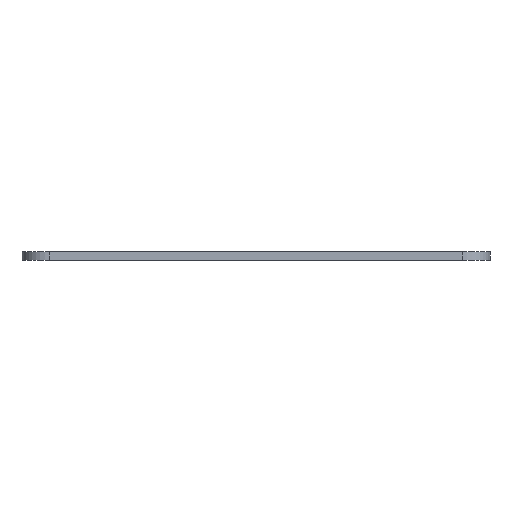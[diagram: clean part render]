
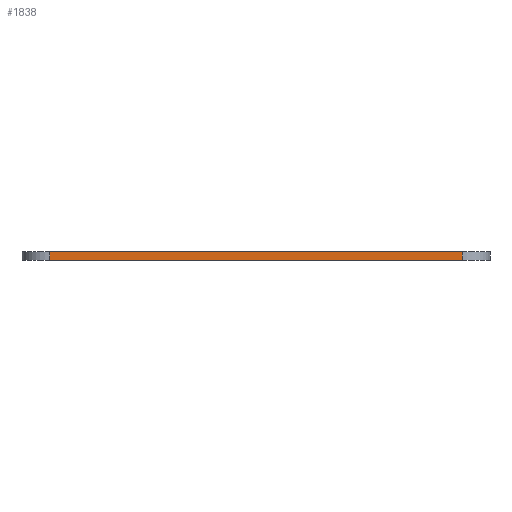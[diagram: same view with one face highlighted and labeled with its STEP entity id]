
A CAD part, front view. The second image highlights one B-rep face of the part: STEP entity #1838.
In plain terms, the highlighted planar face has unit normal (0, -1, 0).
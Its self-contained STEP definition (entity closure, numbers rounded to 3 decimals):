
#47=PLANE('',#1993);
#100=FACE_OUTER_BOUND('',#209,.T.);
#209=EDGE_LOOP('',(#1345,#1346,#1347,#1348));
#317=LINE('',#2697,#505);
#366=LINE('',#2879,#554);
#368=LINE('',#2885,#556);
#369=LINE('',#2886,#557);
#505=VECTOR('',#2141,10.);
#554=VECTOR('',#2280,10.);
#556=VECTOR('',#2286,10.);
#557=VECTOR('',#2287,10.);
#784=VERTEX_POINT('',#2694);
#785=VERTEX_POINT('',#2696);
#873=VERTEX_POINT('',#2878);
#875=VERTEX_POINT('',#2884);
#969=EDGE_CURVE('',#784,#785,#317,.T.);
#1060=EDGE_CURVE('',#785,#873,#366,.T.);
#1063=EDGE_CURVE('',#875,#784,#368,.T.);
#1064=EDGE_CURVE('',#873,#875,#369,.T.);
#1345=ORIENTED_EDGE('',*,*,#1060,.F.);
#1346=ORIENTED_EDGE('',*,*,#969,.F.);
#1347=ORIENTED_EDGE('',*,*,#1063,.F.);
#1348=ORIENTED_EDGE('',*,*,#1064,.F.);
#1838=ADVANCED_FACE('',(#100),#47,.T.);
#1993=AXIS2_PLACEMENT_3D('',#2883,#2284,#2285);
#2141=DIRECTION('',(1.,0.,0.));
#2280=DIRECTION('',(0.,0.,-1.));
#2284=DIRECTION('center_axis',(0.,-1.,0.));
#2285=DIRECTION('ref_axis',(1.,0.,0.));
#2286=DIRECTION('',(0.,0.,1.));
#2287=DIRECTION('',(-1.,0.,0.));
#2694=CARTESIAN_POINT('',(-6.938,-108.227,1.5));
#2696=CARTESIAN_POINT('',(66.962,-108.227,1.5));
#2697=CARTESIAN_POINT('',(71.962,-108.227,1.5));
#2878=CARTESIAN_POINT('',(66.962,-108.227,0.));
#2879=CARTESIAN_POINT('',(66.962,-108.227,0.));
#2883=CARTESIAN_POINT('Origin',(-11.938,-108.227,0.));
#2884=CARTESIAN_POINT('',(-6.938,-108.227,0.));
#2885=CARTESIAN_POINT('',(-6.938,-108.227,0.));
#2886=CARTESIAN_POINT('',(71.962,-108.227,0.));
